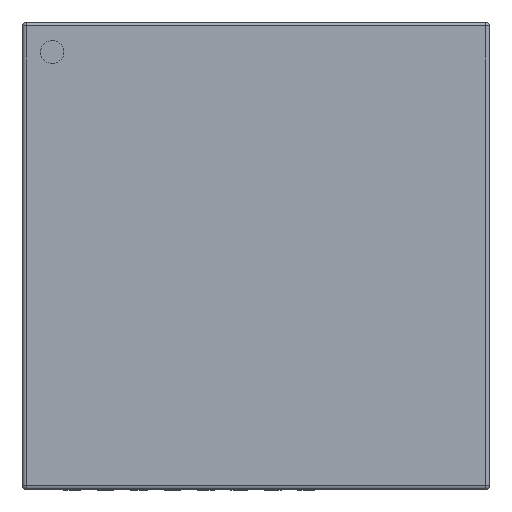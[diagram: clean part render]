
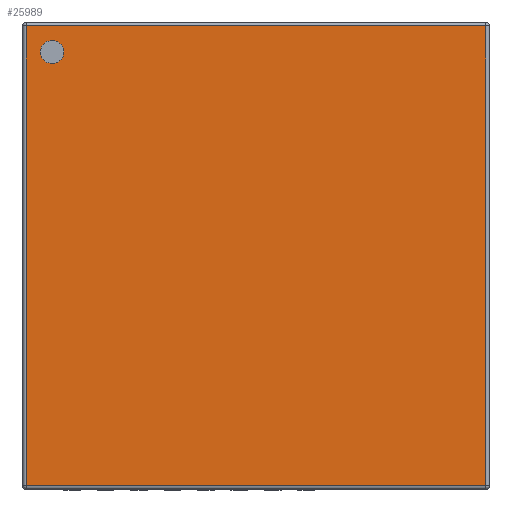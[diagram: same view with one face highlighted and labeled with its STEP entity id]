
A CAD part, top view. The second image highlights one B-rep face of the part: STEP entity #25989.
In plain terms, the highlighted planar face has unit normal (0, 0, 1).
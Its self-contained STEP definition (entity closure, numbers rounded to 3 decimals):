
#5858 = CYLINDRICAL_SURFACE('',#5859,0.05);
#5859 = AXIS2_PLACEMENT_3D('',#5860,#5861,#5862);
#5860 = CARTESIAN_POINT('',(-3.49,-3.44,0.83));
#5861 = DIRECTION('',(1.,0.,0.));
#5862 = DIRECTION('',(0.,-1.,0.));
#22126 = VERTEX_POINT('',#22127);
#22127 = CARTESIAN_POINT('',(-3.44,-3.44,0.88));
#22149 = EDGE_CURVE('',#22126,#22150,#22152,.T.);
#22150 = VERTEX_POINT('',#22151);
#22151 = CARTESIAN_POINT('',(3.44,-3.44,0.88));
#22152 = SURFACE_CURVE('',#22153,(#22157,#22164),.PCURVE_S1.);
#22153 = LINE('',#22154,#22155);
#22154 = CARTESIAN_POINT('',(-3.49,-3.44,0.88));
#22155 = VECTOR('',#22156,1.);
#22156 = DIRECTION('',(1.,0.,0.));
#22157 = PCURVE('',#5858,#22158);
#22158 = DEFINITIONAL_REPRESENTATION('',(#22159),#22163);
#22159 = LINE('',#22160,#22161);
#22160 = CARTESIAN_POINT('',(-1.571,0.));
#22161 = VECTOR('',#22162,1.);
#22162 = DIRECTION('',(-0.,1.));
#22163 = ( GEOMETRIC_REPRESENTATION_CONTEXT(2) 
PARAMETRIC_REPRESENTATION_CONTEXT() REPRESENTATION_CONTEXT('2D SPACE',''
  ) );
#22164 = PCURVE('',#22165,#22170);
#22165 = PLANE('',#22166);
#22166 = AXIS2_PLACEMENT_3D('',#22167,#22168,#22169);
#22167 = CARTESIAN_POINT('',(-3.49,-3.49,0.88));
#22168 = DIRECTION('',(0.,0.,1.));
#22169 = DIRECTION('',(1.,0.,0.));
#22170 = DEFINITIONAL_REPRESENTATION('',(#22171),#22175);
#22171 = LINE('',#22172,#22173);
#22172 = CARTESIAN_POINT('',(0.,0.05));
#22173 = VECTOR('',#22174,1.);
#22174 = DIRECTION('',(1.,0.));
#22175 = ( GEOMETRIC_REPRESENTATION_CONTEXT(2) 
PARAMETRIC_REPRESENTATION_CONTEXT() REPRESENTATION_CONTEXT('2D SPACE',''
  ) );
#22560 = CYLINDRICAL_SURFACE('',#22561,0.05);
#22561 = AXIS2_PLACEMENT_3D('',#22562,#22563,#22564);
#22562 = CARTESIAN_POINT('',(-3.44,3.44,0.83));
#22563 = DIRECTION('',(-0.,-1.,-0.));
#22564 = DIRECTION('',(-1.,0.,0.));
#24161 = CYLINDRICAL_SURFACE('',#24162,0.05);
#24162 = AXIS2_PLACEMENT_3D('',#24163,#24164,#24165);
#24163 = CARTESIAN_POINT('',(3.44,-3.44,0.83));
#24164 = DIRECTION('',(0.,1.,0.));
#24165 = DIRECTION('',(0.,0.,1.));
#24424 = CYLINDRICAL_SURFACE('',#24425,0.05);
#24425 = AXIS2_PLACEMENT_3D('',#24426,#24427,#24428);
#24426 = CARTESIAN_POINT('',(-3.49,3.44,0.83));
#24427 = DIRECTION('',(1.,0.,0.));
#24428 = DIRECTION('',(0.,1.,0.));
#25989 = ADVANCED_FACE('',(#25990,#26060),#22165,.T.);
#25990 = FACE_BOUND('',#25991,.T.);
#25991 = EDGE_LOOP('',(#25992,#25993,#26016,#26039));
#25992 = ORIENTED_EDGE('',*,*,#22149,.T.);
#25993 = ORIENTED_EDGE('',*,*,#25994,.T.);
#25994 = EDGE_CURVE('',#22150,#25995,#25997,.T.);
#25995 = VERTEX_POINT('',#25996);
#25996 = CARTESIAN_POINT('',(3.44,3.44,0.88));
#25997 = SURFACE_CURVE('',#25998,(#26002,#26009),.PCURVE_S1.);
#25998 = LINE('',#25999,#26000);
#25999 = CARTESIAN_POINT('',(3.44,-3.44,0.88));
#26000 = VECTOR('',#26001,1.);
#26001 = DIRECTION('',(0.,1.,0.));
#26002 = PCURVE('',#22165,#26003);
#26003 = DEFINITIONAL_REPRESENTATION('',(#26004),#26008);
#26004 = LINE('',#26005,#26006);
#26005 = CARTESIAN_POINT('',(6.93,0.05));
#26006 = VECTOR('',#26007,1.);
#26007 = DIRECTION('',(0.,1.));
#26008 = ( GEOMETRIC_REPRESENTATION_CONTEXT(2) 
PARAMETRIC_REPRESENTATION_CONTEXT() REPRESENTATION_CONTEXT('2D SPACE',''
  ) );
#26009 = PCURVE('',#24161,#26010);
#26010 = DEFINITIONAL_REPRESENTATION('',(#26011),#26015);
#26011 = LINE('',#26012,#26013);
#26012 = CARTESIAN_POINT('',(0.,0.));
#26013 = VECTOR('',#26014,1.);
#26014 = DIRECTION('',(0.,1.));
#26015 = ( GEOMETRIC_REPRESENTATION_CONTEXT(2) 
PARAMETRIC_REPRESENTATION_CONTEXT() REPRESENTATION_CONTEXT('2D SPACE',''
  ) );
#26016 = ORIENTED_EDGE('',*,*,#26017,.F.);
#26017 = EDGE_CURVE('',#26018,#25995,#26020,.T.);
#26018 = VERTEX_POINT('',#26019);
#26019 = CARTESIAN_POINT('',(-3.44,3.44,0.88));
#26020 = SURFACE_CURVE('',#26021,(#26025,#26032),.PCURVE_S1.);
#26021 = LINE('',#26022,#26023);
#26022 = CARTESIAN_POINT('',(-3.49,3.44,0.88));
#26023 = VECTOR('',#26024,1.);
#26024 = DIRECTION('',(1.,0.,0.));
#26025 = PCURVE('',#22165,#26026);
#26026 = DEFINITIONAL_REPRESENTATION('',(#26027),#26031);
#26027 = LINE('',#26028,#26029);
#26028 = CARTESIAN_POINT('',(0.,6.93));
#26029 = VECTOR('',#26030,1.);
#26030 = DIRECTION('',(1.,0.));
#26031 = ( GEOMETRIC_REPRESENTATION_CONTEXT(2) 
PARAMETRIC_REPRESENTATION_CONTEXT() REPRESENTATION_CONTEXT('2D SPACE',''
  ) );
#26032 = PCURVE('',#24424,#26033);
#26033 = DEFINITIONAL_REPRESENTATION('',(#26034),#26038);
#26034 = LINE('',#26035,#26036);
#26035 = CARTESIAN_POINT('',(1.571,0.));
#26036 = VECTOR('',#26037,1.);
#26037 = DIRECTION('',(0.,1.));
#26038 = ( GEOMETRIC_REPRESENTATION_CONTEXT(2) 
PARAMETRIC_REPRESENTATION_CONTEXT() REPRESENTATION_CONTEXT('2D SPACE',''
  ) );
#26039 = ORIENTED_EDGE('',*,*,#26040,.T.);
#26040 = EDGE_CURVE('',#26018,#22126,#26041,.T.);
#26041 = SURFACE_CURVE('',#26042,(#26046,#26053),.PCURVE_S1.);
#26042 = LINE('',#26043,#26044);
#26043 = CARTESIAN_POINT('',(-3.44,3.44,0.88));
#26044 = VECTOR('',#26045,1.);
#26045 = DIRECTION('',(-0.,-1.,-0.));
#26046 = PCURVE('',#22165,#26047);
#26047 = DEFINITIONAL_REPRESENTATION('',(#26048),#26052);
#26048 = LINE('',#26049,#26050);
#26049 = CARTESIAN_POINT('',(0.05,6.93));
#26050 = VECTOR('',#26051,1.);
#26051 = DIRECTION('',(-0.,-1.));
#26052 = ( GEOMETRIC_REPRESENTATION_CONTEXT(2) 
PARAMETRIC_REPRESENTATION_CONTEXT() REPRESENTATION_CONTEXT('2D SPACE',''
  ) );
#26053 = PCURVE('',#22560,#26054);
#26054 = DEFINITIONAL_REPRESENTATION('',(#26055),#26059);
#26055 = LINE('',#26056,#26057);
#26056 = CARTESIAN_POINT('',(-1.571,0.));
#26057 = VECTOR('',#26058,1.);
#26058 = DIRECTION('',(-0.,1.));
#26059 = ( GEOMETRIC_REPRESENTATION_CONTEXT(2) 
PARAMETRIC_REPRESENTATION_CONTEXT() REPRESENTATION_CONTEXT('2D SPACE',''
  ) );
#26060 = FACE_BOUND('',#26061,.T.);
#26061 = EDGE_LOOP('',(#26062));
#26062 = ORIENTED_EDGE('',*,*,#26063,.F.);
#26063 = EDGE_CURVE('',#26064,#26064,#26066,.T.);
#26064 = VERTEX_POINT('',#26065);
#26065 = CARTESIAN_POINT('',(-2.875,-3.05,0.88));
#26066 = SURFACE_CURVE('',#26067,(#26072,#26079),.PCURVE_S1.);
#26067 = CIRCLE('',#26068,0.175);
#26068 = AXIS2_PLACEMENT_3D('',#26069,#26070,#26071);
#26069 = CARTESIAN_POINT('',(-3.05,-3.05,0.88));
#26070 = DIRECTION('',(0.,0.,1.));
#26071 = DIRECTION('',(1.,0.,0.));
#26072 = PCURVE('',#22165,#26073);
#26073 = DEFINITIONAL_REPRESENTATION('',(#26074),#26078);
#26074 = CIRCLE('',#26075,0.175);
#26075 = AXIS2_PLACEMENT_2D('',#26076,#26077);
#26076 = CARTESIAN_POINT('',(0.44,0.44));
#26077 = DIRECTION('',(1.,0.));
#26078 = ( GEOMETRIC_REPRESENTATION_CONTEXT(2) 
PARAMETRIC_REPRESENTATION_CONTEXT() REPRESENTATION_CONTEXT('2D SPACE',''
  ) );
#26079 = PCURVE('',#26080,#26085);
#26080 = CYLINDRICAL_SURFACE('',#26081,0.175);
#26081 = AXIS2_PLACEMENT_3D('',#26082,#26083,#26084);
#26082 = CARTESIAN_POINT('',(-3.05,-3.05,0.88));
#26083 = DIRECTION('',(-0.,-0.,-1.));
#26084 = DIRECTION('',(1.,0.,0.));
#26085 = DEFINITIONAL_REPRESENTATION('',(#26086),#26090);
#26086 = LINE('',#26087,#26088);
#26087 = CARTESIAN_POINT('',(-0.,0.));
#26088 = VECTOR('',#26089,1.);
#26089 = DIRECTION('',(-1.,0.));
#26090 = ( GEOMETRIC_REPRESENTATION_CONTEXT(2) 
PARAMETRIC_REPRESENTATION_CONTEXT() REPRESENTATION_CONTEXT('2D SPACE',''
  ) );
